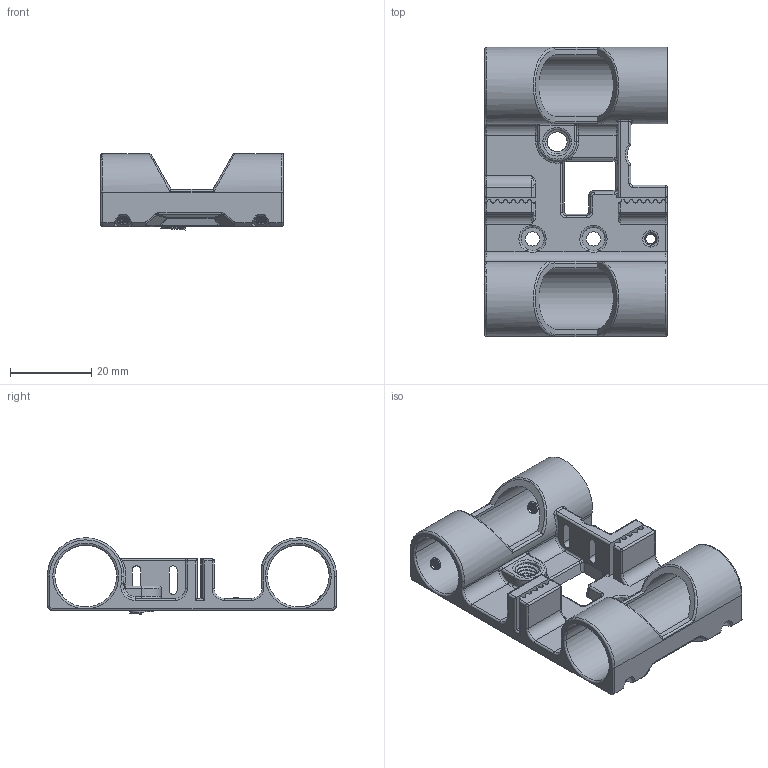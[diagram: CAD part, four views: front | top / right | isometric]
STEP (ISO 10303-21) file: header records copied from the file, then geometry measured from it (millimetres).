
FILE_DESCRIPTION (( 'STEP AP214' ), '1' );
FILE_NAME ('hotend_al_light.STEP', '2024-02-10T14:59:51', ( '' ), ( '' ), 'SwSTEP 2.0', 'SolidWorks 2023', '' );
FILE_SCHEMA (( 'AUTOMOTIVE_DESIGN' ));
Length unit declared in the file: millimetre
Products named in the file (1): hotend_al_light
Bounding box: 45 x 71.1 x 18.77 mm (x, y, z)
Volume: 13489.8 mm3; surface area: 13754 mm2
Topology: 1 solids, 1 shells, 545 faces, 1471 edges, 916 vertices
Faces by surface type: cylinder 305, plane 116, bspline 56, torus 50, sphere 12, cone 6
Entity records: 24121 total; most frequent: CARTESIAN_POINT 11250, ORIENTED_EDGE 2920, DIRECTION 2567, EDGE_CURVE 1460, AXIS2_PLACEMENT_3D 985, VERTEX_POINT 916, VECTOR 597, LINE 597
